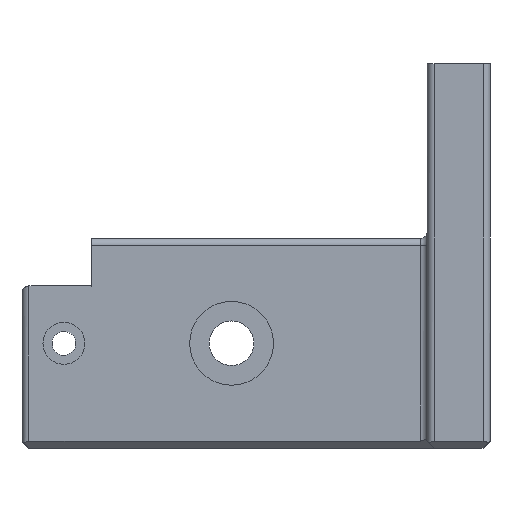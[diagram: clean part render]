
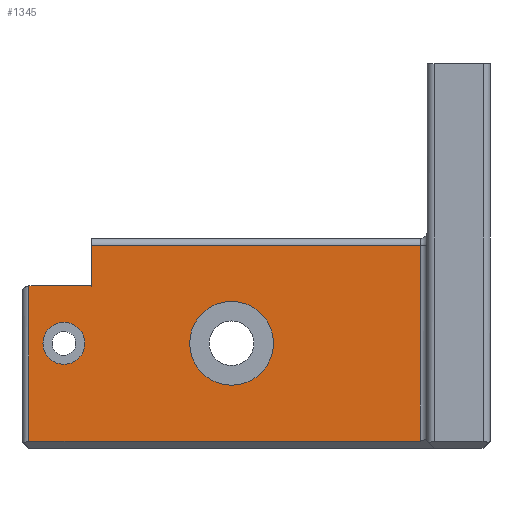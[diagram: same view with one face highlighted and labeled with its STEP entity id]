
A CAD part, front view. The second image highlights one B-rep face of the part: STEP entity #1345.
In plain terms, the highlighted planar face has unit normal (0, -1, 0).
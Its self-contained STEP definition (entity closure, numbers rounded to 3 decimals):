
#31=FACE_BOUND('',#195,.T.);
#32=FACE_BOUND('',#196,.T.);
#60=PLANE('',#1466);
#115=FACE_OUTER_BOUND('',#194,.T.);
#194=EDGE_LOOP('',(#1017,#1018,#1019,#1020,#1021,#1022));
#195=EDGE_LOOP('',(#1023));
#196=EDGE_LOOP('',(#1024));
#296=CIRCLE('',#1467,3.);
#297=CIRCLE('',#1468,6.);
#352=LINE('',#2049,#478);
#390=LINE('',#2166,#516);
#392=LINE('',#2174,#518);
#393=LINE('',#2176,#519);
#394=LINE('',#2177,#520);
#395=LINE('',#2178,#521);
#478=VECTOR('',#1611,10.);
#516=VECTOR('',#1719,10.);
#518=VECTOR('',#1727,10.);
#519=VECTOR('',#1728,10.);
#520=VECTOR('',#1729,10.);
#521=VECTOR('',#1730,10.);
#604=VERTEX_POINT('',#2046);
#605=VERTEX_POINT('',#2048);
#648=VERTEX_POINT('',#2163);
#649=VERTEX_POINT('',#2165);
#652=VERTEX_POINT('',#2173);
#653=VERTEX_POINT('',#2175);
#654=VERTEX_POINT('',#2179);
#655=VERTEX_POINT('',#2181);
#732=EDGE_CURVE('',#605,#604,#352,.T.);
#789=EDGE_CURVE('',#648,#649,#390,.T.);
#793=EDGE_CURVE('',#652,#648,#392,.T.);
#794=EDGE_CURVE('',#653,#652,#393,.T.);
#795=EDGE_CURVE('',#605,#653,#394,.T.);
#796=EDGE_CURVE('',#604,#649,#395,.T.);
#797=EDGE_CURVE('',#654,#654,#296,.T.);
#798=EDGE_CURVE('',#655,#655,#297,.T.);
#1017=ORIENTED_EDGE('',*,*,#789,.F.);
#1018=ORIENTED_EDGE('',*,*,#793,.F.);
#1019=ORIENTED_EDGE('',*,*,#794,.F.);
#1020=ORIENTED_EDGE('',*,*,#795,.F.);
#1021=ORIENTED_EDGE('',*,*,#732,.T.);
#1022=ORIENTED_EDGE('',*,*,#796,.T.);
#1023=ORIENTED_EDGE('',*,*,#797,.T.);
#1024=ORIENTED_EDGE('',*,*,#798,.T.);
#1345=ADVANCED_FACE('',(#115,#31,#32),#60,.T.);
#1466=AXIS2_PLACEMENT_3D('',#2172,#1725,#1726);
#1467=AXIS2_PLACEMENT_3D('',#2180,#1731,#1732);
#1468=AXIS2_PLACEMENT_3D('',#2182,#1733,#1734);
#1611=DIRECTION('',(0.,0.,-1.));
#1719=DIRECTION('',(0.,0.,1.));
#1725=DIRECTION('center_axis',(0.,-1.,0.));
#1726=DIRECTION('ref_axis',(-1.,0.,0.));
#1727=DIRECTION('',(-1.,0.,0.));
#1728=DIRECTION('',(0.,0.,-1.));
#1729=DIRECTION('',(1.,0.,0.));
#1730=DIRECTION('',(-1.,0.,0.));
#1731=DIRECTION('center_axis',(0.,1.,0.));
#1732=DIRECTION('ref_axis',(1.,0.,0.));
#1733=DIRECTION('center_axis',(0.,1.,0.));
#1734=DIRECTION('ref_axis',(1.,0.,0.));
#2046=CARTESIAN_POINT('',(-20.,-25.,403.948));
#2048=CARTESIAN_POINT('',(-20.,-25.,409.731));
#2049=CARTESIAN_POINT('',(-20.,-25.,410.731));
#2163=CARTESIAN_POINT('',(-29.,-25.,381.731));
#2165=CARTESIAN_POINT('',(-29.,-25.,403.948));
#2166=CARTESIAN_POINT('',(-29.,-25.,401.535));
#2172=CARTESIAN_POINT('Origin',(28.,-25.,410.731));
#2173=CARTESIAN_POINT('',(27.,-25.,381.731));
#2174=CARTESIAN_POINT('',(18.25,-25.,381.731));
#2175=CARTESIAN_POINT('',(27.,-25.,409.731));
#2176=CARTESIAN_POINT('',(27.,-25.,423.231));
#2177=CARTESIAN_POINT('',(18.25,-25.,409.731));
#2178=CARTESIAN_POINT('',(-20.,-25.,403.948));
#2179=CARTESIAN_POINT('',(-27.,-25.,395.731));
#2180=CARTESIAN_POINT('Origin',(-24.,-25.,395.731));
#2181=CARTESIAN_POINT('',(-6.,-25.,395.731));
#2182=CARTESIAN_POINT('Origin',(0.,-25.,395.731));
